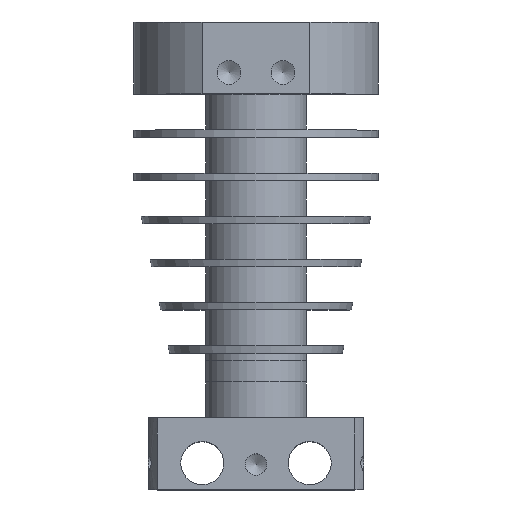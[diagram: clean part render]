
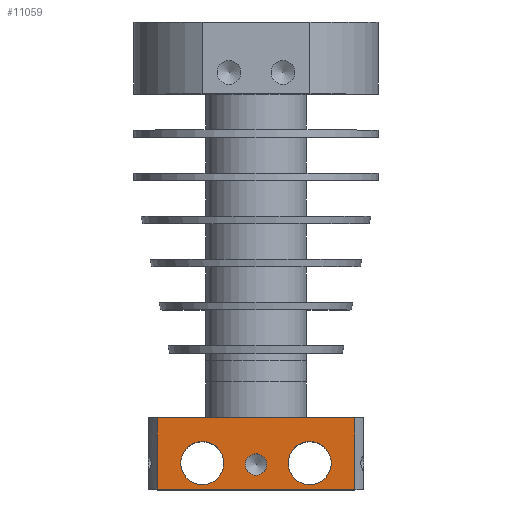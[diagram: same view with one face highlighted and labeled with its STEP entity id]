
A CAD part, top view. The second image highlights one B-rep face of the part: STEP entity #11059.
In plain terms, the highlighted planar face has unit normal (0, 0, 1).
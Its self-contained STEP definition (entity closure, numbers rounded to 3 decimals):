
#9118 = CYLINDRICAL_SURFACE('',#9119,3.);
#9119 = AXIS2_PLACEMENT_3D('',#9120,#9121,#9122);
#9120 = CARTESIAN_POINT('',(7.464,-1.3,0.));
#9121 = DIRECTION('',(0.,0.,1.));
#9122 = DIRECTION('',(-1.,0.,0.));
#9223 = PLANE('',#9224);
#9224 = AXIS2_PLACEMENT_3D('',#9225,#9226,#9227);
#9225 = CARTESIAN_POINT('',(-15.,-5.,0.));
#9226 = DIRECTION('',(0.,1.,0.));
#9227 = DIRECTION('',(1.,0.,0.));
#9277 = PLANE('',#9278);
#9278 = AXIS2_PLACEMENT_3D('',#9279,#9280,#9281);
#9279 = CARTESIAN_POINT('',(15.,5.,0.));
#9280 = DIRECTION('',(-0.,-1.,-0.));
#9281 = DIRECTION('',(-1.,0.,0.));
#9834 = VERTEX_POINT('',#9835);
#9835 = CARTESIAN_POINT('',(4.464,-1.3,10.));
#9856 = EDGE_CURVE('',#9834,#9834,#9857,.T.);
#9857 = SURFACE_CURVE('',#9858,(#9863,#9870),.PCURVE_S1.);
#9858 = CIRCLE('',#9859,3.);
#9859 = AXIS2_PLACEMENT_3D('',#9860,#9861,#9862);
#9860 = CARTESIAN_POINT('',(7.464,-1.3,10.));
#9861 = DIRECTION('',(0.,0.,1.));
#9862 = DIRECTION('',(-1.,0.,0.));
#9863 = PCURVE('',#9118,#9864);
#9864 = DEFINITIONAL_REPRESENTATION('',(#9865),#9869);
#9865 = LINE('',#9866,#9867);
#9866 = CARTESIAN_POINT('',(-6.283,10.));
#9867 = VECTOR('',#9868,1.);
#9868 = DIRECTION('',(1.,-0.));
#9869 = ( GEOMETRIC_REPRESENTATION_CONTEXT(2) 
PARAMETRIC_REPRESENTATION_CONTEXT() REPRESENTATION_CONTEXT('2D SPACE',''
  ) );
#9870 = PCURVE('',#9871,#9876);
#9871 = PLANE('',#9872);
#9872 = AXIS2_PLACEMENT_3D('',#9873,#9874,#9875);
#9873 = CARTESIAN_POINT('',(0.,0.,10.));
#9874 = DIRECTION('',(0.,0.,1.));
#9875 = DIRECTION('',(1.,0.,0.));
#9876 = DEFINITIONAL_REPRESENTATION('',(#9877),#9881);
#9877 = CIRCLE('',#9878,3.);
#9878 = AXIS2_PLACEMENT_2D('',#9879,#9880);
#9879 = CARTESIAN_POINT('',(7.464,-1.3));
#9880 = DIRECTION('',(-1.,0.));
#9881 = ( GEOMETRIC_REPRESENTATION_CONTEXT(2) 
PARAMETRIC_REPRESENTATION_CONTEXT() REPRESENTATION_CONTEXT('2D SPACE',''
  ) );
#10242 = VERTEX_POINT('',#10243);
#10243 = CARTESIAN_POINT('',(13.748,5.,10.));
#10262 = CYLINDRICAL_SURFACE('',#10263,17.);
#10263 = AXIS2_PLACEMENT_3D('',#10264,#10265,#10266);
#10264 = CARTESIAN_POINT('',(0.,60.,0.));
#10265 = DIRECTION('',(0.,1.,0.));
#10266 = DIRECTION('',(-1.,0.,0.));
#10274 = EDGE_CURVE('',#10242,#10275,#10277,.T.);
#10275 = VERTEX_POINT('',#10276);
#10276 = CARTESIAN_POINT('',(-13.748,5.,10.));
#10277 = SURFACE_CURVE('',#10278,(#10282,#10289),.PCURVE_S1.);
#10278 = LINE('',#10279,#10280);
#10279 = CARTESIAN_POINT('',(15.,5.,10.));
#10280 = VECTOR('',#10281,1.);
#10281 = DIRECTION('',(-1.,0.,0.));
#10282 = PCURVE('',#9277,#10283);
#10283 = DEFINITIONAL_REPRESENTATION('',(#10284),#10288);
#10284 = LINE('',#10285,#10286);
#10285 = CARTESIAN_POINT('',(0.,-10.));
#10286 = VECTOR('',#10287,1.);
#10287 = DIRECTION('',(1.,0.));
#10288 = ( GEOMETRIC_REPRESENTATION_CONTEXT(2) 
PARAMETRIC_REPRESENTATION_CONTEXT() REPRESENTATION_CONTEXT('2D SPACE',''
  ) );
#10289 = PCURVE('',#9871,#10290);
#10290 = DEFINITIONAL_REPRESENTATION('',(#10291),#10295);
#10291 = LINE('',#10292,#10293);
#10292 = CARTESIAN_POINT('',(15.,5.));
#10293 = VECTOR('',#10294,1.);
#10294 = DIRECTION('',(-1.,0.));
#10295 = ( GEOMETRIC_REPRESENTATION_CONTEXT(2) 
PARAMETRIC_REPRESENTATION_CONTEXT() REPRESENTATION_CONTEXT('2D SPACE',''
  ) );
#10318 = CYLINDRICAL_SURFACE('',#10319,17.);
#10319 = AXIS2_PLACEMENT_3D('',#10320,#10321,#10322);
#10320 = CARTESIAN_POINT('',(0.,60.,0.));
#10321 = DIRECTION('',(0.,1.,0.));
#10322 = DIRECTION('',(-1.,0.,0.));
#10565 = VERTEX_POINT('',#10566);
#10566 = CARTESIAN_POINT('',(-13.748,-5.,10.));
#10588 = EDGE_CURVE('',#10565,#10589,#10591,.T.);
#10589 = VERTEX_POINT('',#10590);
#10590 = CARTESIAN_POINT('',(13.748,-5.,10.));
#10591 = SURFACE_CURVE('',#10592,(#10596,#10603),.PCURVE_S1.);
#10592 = LINE('',#10593,#10594);
#10593 = CARTESIAN_POINT('',(-15.,-5.,10.));
#10594 = VECTOR('',#10595,1.);
#10595 = DIRECTION('',(1.,0.,0.));
#10596 = PCURVE('',#9223,#10597);
#10597 = DEFINITIONAL_REPRESENTATION('',(#10598),#10602);
#10598 = LINE('',#10599,#10600);
#10599 = CARTESIAN_POINT('',(0.,-10.));
#10600 = VECTOR('',#10601,1.);
#10601 = DIRECTION('',(1.,0.));
#10602 = ( GEOMETRIC_REPRESENTATION_CONTEXT(2) 
PARAMETRIC_REPRESENTATION_CONTEXT() REPRESENTATION_CONTEXT('2D SPACE',''
  ) );
#10603 = PCURVE('',#9871,#10604);
#10604 = DEFINITIONAL_REPRESENTATION('',(#10605),#10609);
#10605 = LINE('',#10606,#10607);
#10606 = CARTESIAN_POINT('',(-15.,-5.));
#10607 = VECTOR('',#10608,1.);
#10608 = DIRECTION('',(1.,0.));
#10609 = ( GEOMETRIC_REPRESENTATION_CONTEXT(2) 
PARAMETRIC_REPRESENTATION_CONTEXT() REPRESENTATION_CONTEXT('2D SPACE',''
  ) );
#10776 = CYLINDRICAL_SURFACE('',#10777,3.);
#10777 = AXIS2_PLACEMENT_3D('',#10778,#10779,#10780);
#10778 = CARTESIAN_POINT('',(-7.464,-1.3,0.));
#10779 = DIRECTION('',(0.,0.,1.));
#10780 = DIRECTION('',(-1.,0.,0.));
#11059 = ADVANCED_FACE('',(#11060,#11106,#11109,#11140),#9871,.T.);
#11060 = FACE_BOUND('',#11061,.T.);
#11061 = EDGE_LOOP('',(#11062,#11083,#11084,#11105));
#11062 = ORIENTED_EDGE('',*,*,#11063,.F.);
#11063 = EDGE_CURVE('',#10565,#10275,#11064,.T.);
#11064 = SURFACE_CURVE('',#11065,(#11069,#11076),.PCURVE_S1.);
#11065 = LINE('',#11066,#11067);
#11066 = CARTESIAN_POINT('',(-13.748,60.,10.));
#11067 = VECTOR('',#11068,1.);
#11068 = DIRECTION('',(0.,1.,0.));
#11069 = PCURVE('',#9871,#11070);
#11070 = DEFINITIONAL_REPRESENTATION('',(#11071),#11075);
#11071 = LINE('',#11072,#11073);
#11072 = CARTESIAN_POINT('',(-13.748,60.));
#11073 = VECTOR('',#11074,1.);
#11074 = DIRECTION('',(0.,1.));
#11075 = ( GEOMETRIC_REPRESENTATION_CONTEXT(2) 
PARAMETRIC_REPRESENTATION_CONTEXT() REPRESENTATION_CONTEXT('2D SPACE',''
  ) );
#11076 = PCURVE('',#10318,#11077);
#11077 = DEFINITIONAL_REPRESENTATION('',(#11078),#11082);
#11078 = LINE('',#11079,#11080);
#11079 = CARTESIAN_POINT('',(0.629,0.));
#11080 = VECTOR('',#11081,1.);
#11081 = DIRECTION('',(0.,1.));
#11082 = ( GEOMETRIC_REPRESENTATION_CONTEXT(2) 
PARAMETRIC_REPRESENTATION_CONTEXT() REPRESENTATION_CONTEXT('2D SPACE',''
  ) );
#11083 = ORIENTED_EDGE('',*,*,#10588,.T.);
#11084 = ORIENTED_EDGE('',*,*,#11085,.T.);
#11085 = EDGE_CURVE('',#10589,#10242,#11086,.T.);
#11086 = SURFACE_CURVE('',#11087,(#11091,#11098),.PCURVE_S1.);
#11087 = LINE('',#11088,#11089);
#11088 = CARTESIAN_POINT('',(13.748,60.,10.));
#11089 = VECTOR('',#11090,1.);
#11090 = DIRECTION('',(0.,1.,0.));
#11091 = PCURVE('',#9871,#11092);
#11092 = DEFINITIONAL_REPRESENTATION('',(#11093),#11097);
#11093 = LINE('',#11094,#11095);
#11094 = CARTESIAN_POINT('',(13.748,60.));
#11095 = VECTOR('',#11096,1.);
#11096 = DIRECTION('',(0.,1.));
#11097 = ( GEOMETRIC_REPRESENTATION_CONTEXT(2) 
PARAMETRIC_REPRESENTATION_CONTEXT() REPRESENTATION_CONTEXT('2D SPACE',''
  ) );
#11098 = PCURVE('',#10262,#11099);
#11099 = DEFINITIONAL_REPRESENTATION('',(#11100),#11104);
#11100 = LINE('',#11101,#11102);
#11101 = CARTESIAN_POINT('',(2.513,0.));
#11102 = VECTOR('',#11103,1.);
#11103 = DIRECTION('',(0.,1.));
#11104 = ( GEOMETRIC_REPRESENTATION_CONTEXT(2) 
PARAMETRIC_REPRESENTATION_CONTEXT() REPRESENTATION_CONTEXT('2D SPACE',''
  ) );
#11105 = ORIENTED_EDGE('',*,*,#10274,.T.);
#11106 = FACE_BOUND('',#11107,.T.);
#11107 = EDGE_LOOP('',(#11108));
#11108 = ORIENTED_EDGE('',*,*,#9856,.F.);
#11109 = FACE_BOUND('',#11110,.T.);
#11110 = EDGE_LOOP('',(#11111));
#11111 = ORIENTED_EDGE('',*,*,#11112,.F.);
#11112 = EDGE_CURVE('',#11113,#11113,#11115,.T.);
#11113 = VERTEX_POINT('',#11114);
#11114 = CARTESIAN_POINT('',(1.5,-1.5,10.));
#11115 = SURFACE_CURVE('',#11116,(#11121,#11128),.PCURVE_S1.);
#11116 = CIRCLE('',#11117,1.5);
#11117 = AXIS2_PLACEMENT_3D('',#11118,#11119,#11120);
#11118 = CARTESIAN_POINT('',(0.,-1.5,10.));
#11119 = DIRECTION('',(0.,0.,1.));
#11120 = DIRECTION('',(1.,0.,0.));
#11121 = PCURVE('',#9871,#11122);
#11122 = DEFINITIONAL_REPRESENTATION('',(#11123),#11127);
#11123 = CIRCLE('',#11124,1.5);
#11124 = AXIS2_PLACEMENT_2D('',#11125,#11126);
#11125 = CARTESIAN_POINT('',(0.,-1.5));
#11126 = DIRECTION('',(1.,0.));
#11127 = ( GEOMETRIC_REPRESENTATION_CONTEXT(2) 
PARAMETRIC_REPRESENTATION_CONTEXT() REPRESENTATION_CONTEXT('2D SPACE',''
  ) );
#11128 = PCURVE('',#11129,#11134);
#11129 = CYLINDRICAL_SURFACE('',#11130,1.5);
#11130 = AXIS2_PLACEMENT_3D('',#11131,#11132,#11133);
#11131 = CARTESIAN_POINT('',(0.,-1.5,10.));
#11132 = DIRECTION('',(-0.,-0.,-1.));
#11133 = DIRECTION('',(1.,0.,0.));
#11134 = DEFINITIONAL_REPRESENTATION('',(#11135),#11139);
#11135 = LINE('',#11136,#11137);
#11136 = CARTESIAN_POINT('',(-0.,0.));
#11137 = VECTOR('',#11138,1.);
#11138 = DIRECTION('',(-1.,0.));
#11139 = ( GEOMETRIC_REPRESENTATION_CONTEXT(2) 
PARAMETRIC_REPRESENTATION_CONTEXT() REPRESENTATION_CONTEXT('2D SPACE',''
  ) );
#11140 = FACE_BOUND('',#11141,.T.);
#11141 = EDGE_LOOP('',(#11142));
#11142 = ORIENTED_EDGE('',*,*,#11143,.F.);
#11143 = EDGE_CURVE('',#11144,#11144,#11146,.T.);
#11144 = VERTEX_POINT('',#11145);
#11145 = CARTESIAN_POINT('',(-10.464,-1.3,10.));
#11146 = SURFACE_CURVE('',#11147,(#11152,#11159),.PCURVE_S1.);
#11147 = CIRCLE('',#11148,3.);
#11148 = AXIS2_PLACEMENT_3D('',#11149,#11150,#11151);
#11149 = CARTESIAN_POINT('',(-7.464,-1.3,10.));
#11150 = DIRECTION('',(0.,0.,1.));
#11151 = DIRECTION('',(-1.,0.,0.));
#11152 = PCURVE('',#9871,#11153);
#11153 = DEFINITIONAL_REPRESENTATION('',(#11154),#11158);
#11154 = CIRCLE('',#11155,3.);
#11155 = AXIS2_PLACEMENT_2D('',#11156,#11157);
#11156 = CARTESIAN_POINT('',(-7.464,-1.3));
#11157 = DIRECTION('',(-1.,0.));
#11158 = ( GEOMETRIC_REPRESENTATION_CONTEXT(2) 
PARAMETRIC_REPRESENTATION_CONTEXT() REPRESENTATION_CONTEXT('2D SPACE',''
  ) );
#11159 = PCURVE('',#10776,#11160);
#11160 = DEFINITIONAL_REPRESENTATION('',(#11161),#11165);
#11161 = LINE('',#11162,#11163);
#11162 = CARTESIAN_POINT('',(-6.283,10.));
#11163 = VECTOR('',#11164,1.);
#11164 = DIRECTION('',(1.,-0.));
#11165 = ( GEOMETRIC_REPRESENTATION_CONTEXT(2) 
PARAMETRIC_REPRESENTATION_CONTEXT() REPRESENTATION_CONTEXT('2D SPACE',''
  ) );
